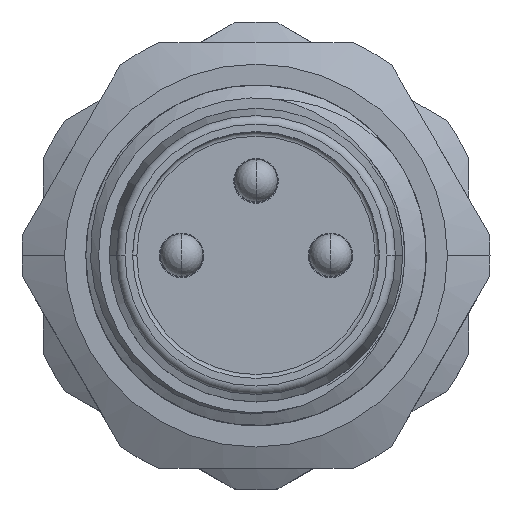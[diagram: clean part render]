
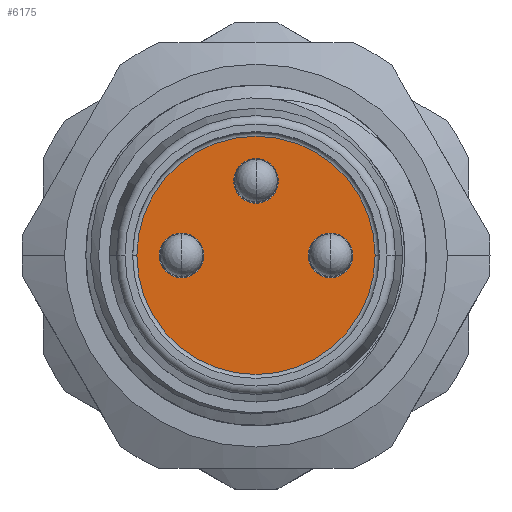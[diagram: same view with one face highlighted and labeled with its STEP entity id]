
A CAD part, top view. The second image highlights one B-rep face of the part: STEP entity #6175.
In plain terms, the highlighted planar face has unit normal (0, 0, 1).
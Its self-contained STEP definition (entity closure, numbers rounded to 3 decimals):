
#4787=CARTESIAN_POINT('',(1.75,0.,7.));
#4788=DIRECTION('',(0.,0.,1.));
#4789=DIRECTION('',(1.,0.,0.));
#4790=AXIS2_PLACEMENT_3D('',#4787,#4788,#4789);
#4792=CARTESIAN_POINT('',(1.75,0.,7.));
#4793=DIRECTION('',(0.,0.,1.));
#4794=DIRECTION('',(-1.,0.,0.));
#4795=AXIS2_PLACEMENT_3D('',#4792,#4793,#4794);
#4797=CARTESIAN_POINT('',(0.,1.75,7.));
#4798=DIRECTION('',(0.,0.,1.));
#4799=DIRECTION('',(1.,0.,0.));
#4800=AXIS2_PLACEMENT_3D('',#4797,#4798,#4799);
#4802=CARTESIAN_POINT('',(0.,1.75,7.));
#4803=DIRECTION('',(0.,0.,1.));
#4804=DIRECTION('',(-1.,0.,0.));
#4805=AXIS2_PLACEMENT_3D('',#4802,#4803,#4804);
#4807=CARTESIAN_POINT('',(-1.75,0.,7.));
#4808=DIRECTION('',(0.,0.,1.));
#4809=DIRECTION('',(1.,0.,0.));
#4810=AXIS2_PLACEMENT_3D('',#4807,#4808,#4809);
#4812=CARTESIAN_POINT('',(-1.75,0.,7.));
#4813=DIRECTION('',(0.,0.,1.));
#4814=DIRECTION('',(-1.,0.,0.));
#4815=AXIS2_PLACEMENT_3D('',#4812,#4813,#4814);
#4817=CARTESIAN_POINT('',(0.,0.,7.));
#4818=DIRECTION('',(0.,0.,-1.));
#4819=DIRECTION('',(-1.,0.,0.));
#4820=AXIS2_PLACEMENT_3D('',#4817,#4818,#4819);
#4822=CARTESIAN_POINT('',(0.,0.,7.));
#4823=DIRECTION('',(0.,0.,-1.));
#4824=DIRECTION('',(1.,0.,0.));
#4825=AXIS2_PLACEMENT_3D('',#4822,#4823,#4824);
#5614=CARTESIAN_POINT('',(2.275,0.,7.));
#5615=CARTESIAN_POINT('',(1.225,0.,7.));
#5616=VERTEX_POINT('',#5614);
#5617=VERTEX_POINT('',#5615);
#5618=CARTESIAN_POINT('',(0.525,1.75,7.));
#5619=CARTESIAN_POINT('',(-0.525,1.75,7.));
#5620=VERTEX_POINT('',#5618);
#5621=VERTEX_POINT('',#5619);
#5622=CARTESIAN_POINT('',(-1.225,0.,7.));
#5623=CARTESIAN_POINT('',(-2.275,0.,7.));
#5624=VERTEX_POINT('',#5622);
#5625=VERTEX_POINT('',#5623);
#5838=CARTESIAN_POINT('',(-2.8,0.,7.));
#5839=CARTESIAN_POINT('',(2.8,0.,7.));
#5840=VERTEX_POINT('',#5838);
#5841=VERTEX_POINT('',#5839);
#6148=CARTESIAN_POINT('',(0.,0.,7.));
#6149=DIRECTION('',(0.,0.,1.));
#6150=DIRECTION('',(1.,0.,0.));
#6151=AXIS2_PLACEMENT_3D('',#6148,#6149,#6150);
#6152=PLANE('',#6151);
#6154=ORIENTED_EDGE('',*,*,#6153,.T.);
#6156=ORIENTED_EDGE('',*,*,#6155,.T.);
#6157=EDGE_LOOP('',(#6154,#6156));
#6158=FACE_OUTER_BOUND('',#6157,.F.);
#6160=ORIENTED_EDGE('',*,*,#6159,.T.);
#6162=ORIENTED_EDGE('',*,*,#6161,.T.);
#6163=EDGE_LOOP('',(#6160,#6162));
#6164=FACE_BOUND('',#6163,.F.);
#6166=ORIENTED_EDGE('',*,*,#6165,.T.);
#6168=ORIENTED_EDGE('',*,*,#6167,.T.);
#6169=EDGE_LOOP('',(#6166,#6168));
#6170=FACE_BOUND('',#6169,.F.);
#6171=ORIENTED_EDGE('',*,*,#6128,.T.);
#6172=ORIENTED_EDGE('',*,*,#6142,.T.);
#6173=EDGE_LOOP('',(#6171,#6172));
#6174=FACE_BOUND('',#6173,.F.);
#4791=CIRCLE('',#4790,0.525);
#4796=CIRCLE('',#4795,0.525);
#4801=CIRCLE('',#4800,0.525);
#4806=CIRCLE('',#4805,0.525);
#4811=CIRCLE('',#4810,0.525);
#4816=CIRCLE('',#4815,0.525);
#4821=CIRCLE('',#4820,2.8);
#4826=CIRCLE('',#4825,2.8);
#6128=EDGE_CURVE('',#5616,#5617,#4791,.T.);
#6142=EDGE_CURVE('',#5617,#5616,#4796,.T.);
#6153=EDGE_CURVE('',#5840,#5841,#4821,.T.);
#6155=EDGE_CURVE('',#5841,#5840,#4826,.T.);
#6159=EDGE_CURVE('',#5620,#5621,#4801,.T.);
#6161=EDGE_CURVE('',#5621,#5620,#4806,.T.);
#6165=EDGE_CURVE('',#5624,#5625,#4811,.T.);
#6167=EDGE_CURVE('',#5625,#5624,#4816,.T.);
#6175=ADVANCED_FACE('',(#6158,#6164,#6170,#6174),#6152,.T.);
